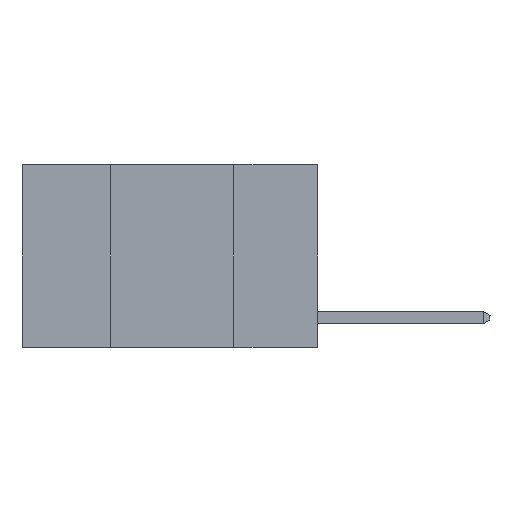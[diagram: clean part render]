
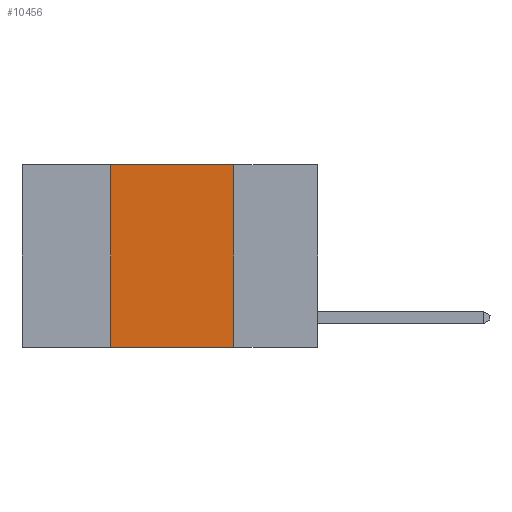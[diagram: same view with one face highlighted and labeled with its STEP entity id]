
A CAD part, left-side view. The second image highlights one B-rep face of the part: STEP entity #10456.
In plain terms, the highlighted planar face has unit normal (-1, 0, 0).
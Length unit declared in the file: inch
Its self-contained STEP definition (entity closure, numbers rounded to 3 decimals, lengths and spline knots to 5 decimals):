
#349 = EDGE_LOOP ( 'NONE', ( #2837, #8578, #21041, #11494 ) ) ;
#884 = VERTEX_POINT ( 'NONE', #7055 ) ;
#959 = AXIS2_PLACEMENT_3D ( 'NONE', #8853, #19107, #12265 ) ;
#1341 = DIRECTION ( 'NONE',  ( 0., -1., 0. ) ) ;
#2038 = VECTOR ( 'NONE', #2094, 39.37008 ) ;
#2094 = DIRECTION ( 'NONE',  ( 0., -1., 0. ) ) ;
#2104 = PLANE ( 'NONE',  #959 ) ;
#2402 = LINE ( 'NONE', #12465, #14746 ) ;
#2663 = EDGE_CURVE ( 'NONE', #884, #8002, #13813, .T. ) ;
#2837 = ORIENTED_EDGE ( 'NONE', *, *, #21515, .F. ) ;
#3066 = VECTOR ( 'NONE', #1341, 39.37008 ) ;
#4593 = VECTOR ( 'NONE', #20266, 39.37008 ) ;
#7055 = CARTESIAN_POINT ( 'NONE',  ( 0., 0.42, -0.37 ) ) ;
#7280 = VERTEX_POINT ( 'NONE', #13258 ) ;
#8002 = VERTEX_POINT ( 'NONE', #15151 ) ;
#8578 = ORIENTED_EDGE ( 'NONE', *, *, #10164, .F. ) ;
#8853 = CARTESIAN_POINT ( 'NONE',  ( 0., 0.6, 0. ) ) ;
#10164 = EDGE_CURVE ( 'NONE', #19008, #7280, #18123, .T. ) ;
#10456 = ADVANCED_FACE ( 'NONE', ( #10514 ), #2104, .F. ) ;
#10514 = FACE_OUTER_BOUND ( 'NONE', #349, .T. ) ;
#10847 = CARTESIAN_POINT ( 'NONE',  ( 0., 0.42, 0. ) ) ;
#11494 = ORIENTED_EDGE ( 'NONE', *, *, #2663, .T. ) ;
#12265 = DIRECTION ( 'NONE',  ( 0., 0., -1. ) ) ;
#12465 = CARTESIAN_POINT ( 'NONE',  ( 0., 0.42, 0. ) ) ;
#13258 = CARTESIAN_POINT ( 'NONE',  ( 0., 0.17, 0. ) ) ;
#13534 = EDGE_CURVE ( 'NONE', #884, #19008, #2402, .T. ) ;
#13546 = CARTESIAN_POINT ( 'NONE',  ( 0., 0.17, 0. ) ) ;
#13813 = LINE ( 'NONE', #20531, #2038 ) ;
#14746 = VECTOR ( 'NONE', #19188, 39.37008 ) ;
#15151 = CARTESIAN_POINT ( 'NONE',  ( 0., 0.17, -0.37 ) ) ;
#15192 = LINE ( 'NONE', #13546, #4593 ) ;
#16456 = CARTESIAN_POINT ( 'NONE',  ( 0., 0.6, 0. ) ) ;
#18123 = LINE ( 'NONE', #16456, #3066 ) ;
#19008 = VERTEX_POINT ( 'NONE', #10847 ) ;
#19107 = DIRECTION ( 'NONE',  ( 1., 0., 0. ) ) ;
#19188 = DIRECTION ( 'NONE',  ( 0., 0., 1. ) ) ;
#20266 = DIRECTION ( 'NONE',  ( 0., 0., -1. ) ) ;
#20531 = CARTESIAN_POINT ( 'NONE',  ( 0., 0.6, -0.37 ) ) ;
#21041 = ORIENTED_EDGE ( 'NONE', *, *, #13534, .F. ) ;
#21515 = EDGE_CURVE ( 'NONE', #7280, #8002, #15192, .T. ) ;
